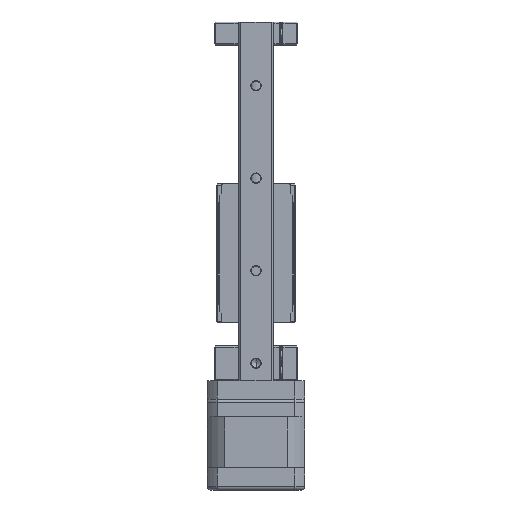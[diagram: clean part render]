
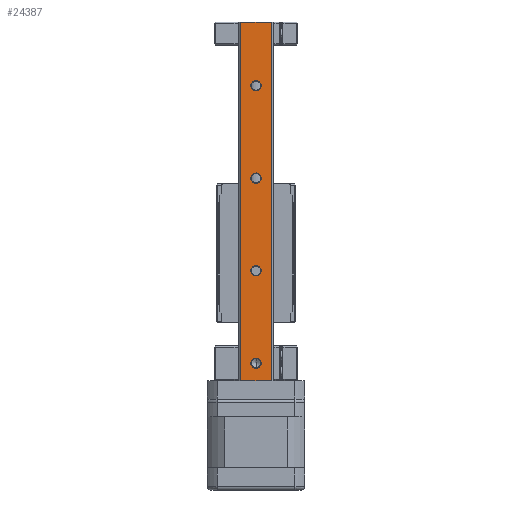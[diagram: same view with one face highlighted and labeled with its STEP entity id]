
A CAD part, front view. The second image highlights one B-rep face of the part: STEP entity #24387.
In plain terms, the highlighted planar face has unit normal (0, -1, 0).
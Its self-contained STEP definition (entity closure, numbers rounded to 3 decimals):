
#266 = DIRECTION ( 'NONE',  ( 1., 0., 0. ) ) ;
#2645 = AXIS2_PLACEMENT_3D ( 'NONE', #41358, #11421, #46425 ) ;
#2852 = ORIENTED_EDGE ( 'NONE', *, *, #51316, .F. ) ;
#2868 = EDGE_CURVE ( 'NONE', #28873, #45338, #39303, .T. ) ;
#3962 = FACE_OUTER_BOUND ( 'NONE', #45764, .T. ) ;
#4122 = CARTESIAN_POINT ( 'NONE',  ( 7.782, -17.875, 183.5 ) ) ;
#4319 = CIRCLE ( 'NONE', #11320, 2.25 ) ;
#4401 = LINE ( 'NONE', #58102, #42770 ) ;
#4525 = DIRECTION ( 'NONE',  ( 1., 0., 0. ) ) ;
#4836 = CIRCLE ( 'NONE', #2645, 2.25 ) ;
#5285 = CARTESIAN_POINT ( 'NONE',  ( -1.168, -17.875, 76. ) ) ;
#6278 = EDGE_LOOP ( 'NONE', ( #49271, #37778 ) ) ;
#6398 = AXIS2_PLACEMENT_3D ( 'NONE', #63022, #58207, #28262 ) ;
#7680 = EDGE_LOOP ( 'NONE', ( #45077, #38061 ) ) ;
#7849 = CARTESIAN_POINT ( 'NONE',  ( 1.082, -17.875, 76. ) ) ;
#8134 = CARTESIAN_POINT ( 'NONE',  ( 3.332, -17.875, 116. ) ) ;
#8368 = AXIS2_PLACEMENT_3D ( 'NONE', #7849, #42793, #12845 ) ;
#8778 = AXIS2_PLACEMENT_3D ( 'NONE', #41228, #11291, #46278 ) ;
#11265 = LINE ( 'NONE', #40181, #36294 ) ;
#11291 = DIRECTION ( 'NONE',  ( 0., 1., 0. ) ) ;
#11320 = AXIS2_PLACEMENT_3D ( 'NONE', #53568, #23642, #58561 ) ;
#11421 = DIRECTION ( 'NONE',  ( 0., 1., 0. ) ) ;
#12710 = VECTOR ( 'NONE', #24780, 1000. ) ;
#12845 = DIRECTION ( 'NONE',  ( 1., 0., 0. ) ) ;
#13187 = PLANE ( 'NONE',  #6398 ) ;
#13205 = CIRCLE ( 'NONE', #8778, 2.25 ) ;
#14658 = AXIS2_PLACEMENT_3D ( 'NONE', #64408, #34494, #4525 ) ;
#15523 = ORIENTED_EDGE ( 'NONE', *, *, #40140, .T. ) ;
#16403 = CARTESIAN_POINT ( 'NONE',  ( 1.082, -17.875, 156. ) ) ;
#16520 = CARTESIAN_POINT ( 'NONE',  ( 3.332, -17.875, 156. ) ) ;
#17760 = AXIS2_PLACEMENT_3D ( 'NONE', #16403, #51380, #21446 ) ;
#19980 = EDGE_CURVE ( 'NONE', #47427, #64516, #4319, .T. ) ;
#21411 = CARTESIAN_POINT ( 'NONE',  ( 3.332, -17.875, 76. ) ) ;
#21446 = DIRECTION ( 'NONE',  ( 1., 0., 0. ) ) ;
#22228 = ORIENTED_EDGE ( 'NONE', *, *, #2868, .F. ) ;
#23267 = EDGE_CURVE ( 'NONE', #32774, #35863, #64274, .T. ) ;
#23642 = DIRECTION ( 'NONE',  ( 0., 1., 0. ) ) ;
#24387 = ADVANCED_FACE ( 'NONE', ( #30553, #42329, #3962, #43871, #28982 ), #13187, .T. ) ;
#24780 = DIRECTION ( 'NONE',  ( 0., 0., -1. ) ) ;
#28148 = DIRECTION ( 'NONE',  ( 0., 0., -1. ) ) ;
#28262 = DIRECTION ( 'NONE',  ( -1., 0., 0. ) ) ;
#28873 = VERTEX_POINT ( 'NONE', #4122 ) ;
#28982 = FACE_BOUND ( 'NONE', #7680, .T. ) ;
#29053 = CARTESIAN_POINT ( 'NONE',  ( -5.618, -17.875, 183.5 ) ) ;
#29803 = CARTESIAN_POINT ( 'NONE',  ( 1.082, -17.875, 36. ) ) ;
#29808 = VERTEX_POINT ( 'NONE', #29053 ) ;
#30121 = CIRCLE ( 'NONE', #50308, 2.25 ) ;
#30158 = LINE ( 'NONE', #36372, #43496 ) ;
#30192 = DIRECTION ( 'NONE',  ( 0., 1., 0. ) ) ;
#30553 = FACE_BOUND ( 'NONE', #6278, .T. ) ;
#30814 = CARTESIAN_POINT ( 'NONE',  ( -1.168, -17.875, 116. ) ) ;
#32166 = CIRCLE ( 'NONE', #17760, 2.25 ) ;
#32774 = VERTEX_POINT ( 'NONE', #54419 ) ;
#34220 = EDGE_CURVE ( 'NONE', #28873, #29808, #30158, .T. ) ;
#34494 = DIRECTION ( 'NONE',  ( 0., 1., 0. ) ) ;
#34764 = VERTEX_POINT ( 'NONE', #54609 ) ;
#34859 = DIRECTION ( 'NONE',  ( 1., 0., 0. ) ) ;
#34923 = CIRCLE ( 'NONE', #8368, 2.25 ) ;
#35169 = DIRECTION ( 'NONE',  ( -1., 0., 0. ) ) ;
#35863 = VERTEX_POINT ( 'NONE', #38659 ) ;
#36190 = EDGE_LOOP ( 'NONE', ( #49248, #42881 ) ) ;
#36294 = VECTOR ( 'NONE', #35169, 1000. ) ;
#36372 = CARTESIAN_POINT ( 'NONE',  ( -5.618, -17.875, 183.5 ) ) ;
#37778 = ORIENTED_EDGE ( 'NONE', *, *, #19980, .T. ) ;
#38061 = ORIENTED_EDGE ( 'NONE', *, *, #53898, .T. ) ;
#38659 = CARTESIAN_POINT ( 'NONE',  ( 3.332, -17.875, 36. ) ) ;
#39303 = LINE ( 'NONE', #49897, #12710 ) ;
#40111 = AXIS2_PLACEMENT_3D ( 'NONE', #60117, #30192, #266 ) ;
#40140 = EDGE_CURVE ( 'NONE', #59572, #45825, #59210, .T. ) ;
#40181 = CARTESIAN_POINT ( 'NONE',  ( -5.618, -17.875, 28.5 ) ) ;
#40320 = CARTESIAN_POINT ( 'NONE',  ( -5.618, -17.875, 28.5 ) ) ;
#41098 = EDGE_CURVE ( 'NONE', #64516, #47427, #34923, .T. ) ;
#41228 = CARTESIAN_POINT ( 'NONE',  ( 1.082, -17.875, 116. ) ) ;
#41358 = CARTESIAN_POINT ( 'NONE',  ( 1.082, -17.875, 156. ) ) ;
#42329 = FACE_BOUND ( 'NONE', #36190, .T. ) ;
#42770 = VECTOR ( 'NONE', #28148, 1000. ) ;
#42793 = DIRECTION ( 'NONE',  ( 0., 1., 0. ) ) ;
#42881 = ORIENTED_EDGE ( 'NONE', *, *, #60738, .T. ) ;
#43496 = VECTOR ( 'NONE', #61274, 1000. ) ;
#43871 = FACE_BOUND ( 'NONE', #54448, .T. ) ;
#44692 = VERTEX_POINT ( 'NONE', #40320 ) ;
#45077 = ORIENTED_EDGE ( 'NONE', *, *, #52555, .T. ) ;
#45338 = VERTEX_POINT ( 'NONE', #49839 ) ;
#45764 = EDGE_LOOP ( 'NONE', ( #2852, #22228, #50217, #61766 ) ) ;
#45825 = VERTEX_POINT ( 'NONE', #8134 ) ;
#46278 = DIRECTION ( 'NONE',  ( 1., 0., 0. ) ) ;
#46425 = DIRECTION ( 'NONE',  ( 1., 0., 0. ) ) ;
#47427 = VERTEX_POINT ( 'NONE', #21411 ) ;
#47952 = VERTEX_POINT ( 'NONE', #16520 ) ;
#48621 = ORIENTED_EDGE ( 'NONE', *, *, #58271, .T. ) ;
#49248 = ORIENTED_EDGE ( 'NONE', *, *, #23267, .T. ) ;
#49271 = ORIENTED_EDGE ( 'NONE', *, *, #41098, .T. ) ;
#49839 = CARTESIAN_POINT ( 'NONE',  ( 7.782, -17.875, 28.5 ) ) ;
#49897 = CARTESIAN_POINT ( 'NONE',  ( 7.782, -17.875, 183.5 ) ) ;
#50217 = ORIENTED_EDGE ( 'NONE', *, *, #34220, .T. ) ;
#50308 = AXIS2_PLACEMENT_3D ( 'NONE', #29803, #64740, #34859 ) ;
#51316 = EDGE_CURVE ( 'NONE', #45338, #44692, #11265, .T. ) ;
#51380 = DIRECTION ( 'NONE',  ( 0., 1., 0. ) ) ;
#52555 = EDGE_CURVE ( 'NONE', #34764, #47952, #4836, .T. ) ;
#53568 = CARTESIAN_POINT ( 'NONE',  ( 1.082, -17.875, 76. ) ) ;
#53898 = EDGE_CURVE ( 'NONE', #47952, #34764, #32166, .T. ) ;
#54419 = CARTESIAN_POINT ( 'NONE',  ( -1.168, -17.875, 36. ) ) ;
#54448 = EDGE_LOOP ( 'NONE', ( #15523, #48621 ) ) ;
#54609 = CARTESIAN_POINT ( 'NONE',  ( -1.168, -17.875, 156. ) ) ;
#58102 = CARTESIAN_POINT ( 'NONE',  ( -5.618, -17.875, 183.5 ) ) ;
#58207 = DIRECTION ( 'NONE',  ( 0., -1., 0. ) ) ;
#58271 = EDGE_CURVE ( 'NONE', #45825, #59572, #13205, .T. ) ;
#58561 = DIRECTION ( 'NONE',  ( 1., 0., 0. ) ) ;
#59210 = CIRCLE ( 'NONE', #40111, 2.25 ) ;
#59572 = VERTEX_POINT ( 'NONE', #30814 ) ;
#59898 = EDGE_CURVE ( 'NONE', #29808, #44692, #4401, .T. ) ;
#60117 = CARTESIAN_POINT ( 'NONE',  ( 1.082, -17.875, 116. ) ) ;
#60738 = EDGE_CURVE ( 'NONE', #35863, #32774, #30121, .T. ) ;
#61274 = DIRECTION ( 'NONE',  ( -1., 0., 0. ) ) ;
#61766 = ORIENTED_EDGE ( 'NONE', *, *, #59898, .T. ) ;
#63022 = CARTESIAN_POINT ( 'NONE',  ( -5.618, -17.875, 183.5 ) ) ;
#64274 = CIRCLE ( 'NONE', #14658, 2.25 ) ;
#64408 = CARTESIAN_POINT ( 'NONE',  ( 1.082, -17.875, 36. ) ) ;
#64516 = VERTEX_POINT ( 'NONE', #5285 ) ;
#64740 = DIRECTION ( 'NONE',  ( 0., 1., 0. ) ) ;
